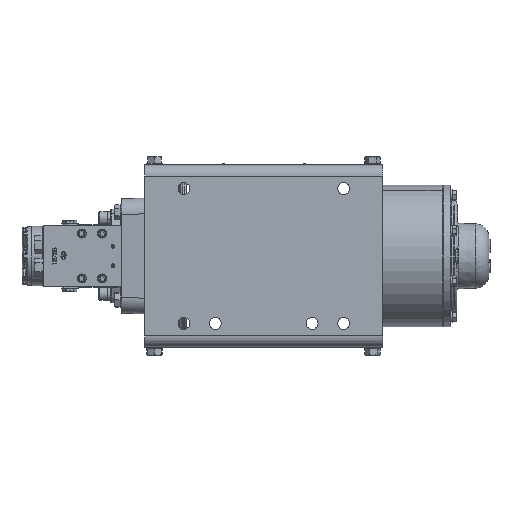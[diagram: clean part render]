
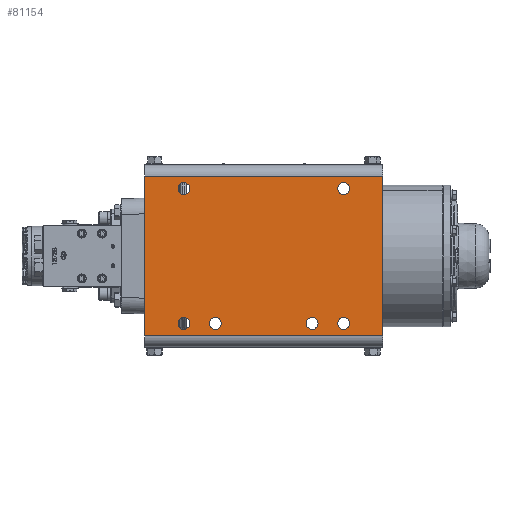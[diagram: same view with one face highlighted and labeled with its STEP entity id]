
A CAD part, front view. The second image highlights one B-rep face of the part: STEP entity #81154.
In plain terms, the highlighted planar face has unit normal (0, -1, 0).
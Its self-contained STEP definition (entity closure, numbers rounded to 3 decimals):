
#80070=DIRECTION('',(-1.,0.,0.));
#80071=VECTOR('',#80070,13.25);
#80072=CARTESIAN_POINT('',(12.688,-5.321,-4.438));
#80073=LINE('',#80072,#80071);
#80078=DIRECTION('',(0.,0.,-1.));
#80079=VECTOR('',#80078,8.875);
#80080=CARTESIAN_POINT('',(-0.562,-5.321,4.438));
#80081=LINE('',#80080,#80079);
#80082=CARTESIAN_POINT('',(8.75,-5.321,-3.75));
#80083=DIRECTION('',(0.,1.,0.));
#80084=DIRECTION('',(0.,0.,1.));
#80085=AXIS2_PLACEMENT_3D('',#80082,#80083,#80084);
#80087=CARTESIAN_POINT('',(8.75,-5.321,-3.75));
#80088=DIRECTION('',(0.,1.,0.));
#80089=DIRECTION('',(0.,0.,-1.));
#80090=AXIS2_PLACEMENT_3D('',#80087,#80088,#80089);
#80092=CARTESIAN_POINT('',(3.375,-5.321,-3.75));
#80093=DIRECTION('',(0.,1.,0.));
#80094=DIRECTION('',(0.,0.,1.));
#80095=AXIS2_PLACEMENT_3D('',#80092,#80093,#80094);
#80097=CARTESIAN_POINT('',(3.375,-5.321,-3.75));
#80098=DIRECTION('',(0.,1.,0.));
#80099=DIRECTION('',(0.,0.,-1.));
#80100=AXIS2_PLACEMENT_3D('',#80097,#80098,#80099);
#80102=CARTESIAN_POINT('',(10.5,-5.321,-3.75));
#80103=DIRECTION('',(0.,1.,0.));
#80104=DIRECTION('',(0.,0.,1.));
#80105=AXIS2_PLACEMENT_3D('',#80102,#80103,#80104);
#80107=CARTESIAN_POINT('',(10.5,-5.321,-3.75));
#80108=DIRECTION('',(0.,1.,0.));
#80109=DIRECTION('',(0.,0.,-1.));
#80110=AXIS2_PLACEMENT_3D('',#80107,#80108,#80109);
#80112=CARTESIAN_POINT('',(10.5,-5.321,3.75));
#80113=DIRECTION('',(0.,1.,0.));
#80114=DIRECTION('',(0.,0.,1.));
#80115=AXIS2_PLACEMENT_3D('',#80112,#80113,#80114);
#80117=CARTESIAN_POINT('',(10.5,-5.321,3.75));
#80118=DIRECTION('',(0.,1.,0.));
#80119=DIRECTION('',(0.,0.,-1.));
#80120=AXIS2_PLACEMENT_3D('',#80117,#80118,#80119);
#80122=CARTESIAN_POINT('',(1.625,-5.321,3.75));
#80123=DIRECTION('',(0.,1.,0.));
#80124=DIRECTION('',(0.,0.,1.));
#80125=AXIS2_PLACEMENT_3D('',#80122,#80123,#80124);
#80127=CARTESIAN_POINT('',(1.625,-5.321,3.75));
#80128=DIRECTION('',(0.,1.,0.));
#80129=DIRECTION('',(0.,0.,-1.));
#80130=AXIS2_PLACEMENT_3D('',#80127,#80128,#80129);
#80132=CARTESIAN_POINT('',(1.625,-5.321,-3.75));
#80133=DIRECTION('',(0.,1.,0.));
#80134=DIRECTION('',(0.,0.,1.));
#80135=AXIS2_PLACEMENT_3D('',#80132,#80133,#80134);
#80137=CARTESIAN_POINT('',(1.625,-5.321,-3.75));
#80138=DIRECTION('',(0.,1.,0.));
#80139=DIRECTION('',(0.,0.,-1.));
#80140=AXIS2_PLACEMENT_3D('',#80137,#80138,#80139);
#80146=DIRECTION('',(1.,0.,0.));
#80147=VECTOR('',#80146,13.25);
#80148=CARTESIAN_POINT('',(-0.562,-5.321,4.438));
#80149=LINE('',#80148,#80147);
#80636=DIRECTION('',(0.,0.,-1.));
#80637=VECTOR('',#80636,8.875);
#80638=CARTESIAN_POINT('',(12.688,-5.321,4.438));
#80639=LINE('',#80638,#80637);
#80847=CARTESIAN_POINT('',(12.688,-5.321,-4.438));
#80848=VERTEX_POINT('',#80847);
#80849=CARTESIAN_POINT('',(-0.562,-5.321,-4.438));
#80850=VERTEX_POINT('',#80849);
#80873=CARTESIAN_POINT('',(-0.562,-5.321,4.438));
#80874=VERTEX_POINT('',#80873);
#80875=CARTESIAN_POINT('',(12.688,-5.321,4.438));
#80876=VERTEX_POINT('',#80875);
#80909=CARTESIAN_POINT('',(8.75,-5.321,-4.078));
#80910=CARTESIAN_POINT('',(8.75,-5.321,-3.422));
#80911=VERTEX_POINT('',#80909);
#80912=VERTEX_POINT('',#80910);
#80921=CARTESIAN_POINT('',(3.375,-5.321,-3.422));
#80922=CARTESIAN_POINT('',(3.375,-5.321,-4.078));
#80923=VERTEX_POINT('',#80921);
#80924=VERTEX_POINT('',#80922);
#80933=CARTESIAN_POINT('',(10.5,-5.321,-3.422));
#80934=CARTESIAN_POINT('',(10.5,-5.321,-4.078));
#80935=VERTEX_POINT('',#80933);
#80936=VERTEX_POINT('',#80934);
#80945=CARTESIAN_POINT('',(10.5,-5.321,4.078));
#80946=CARTESIAN_POINT('',(10.5,-5.321,3.422));
#80947=VERTEX_POINT('',#80945);
#80948=VERTEX_POINT('',#80946);
#80957=CARTESIAN_POINT('',(1.625,-5.321,4.078));
#80958=CARTESIAN_POINT('',(1.625,-5.321,3.422));
#80959=VERTEX_POINT('',#80957);
#80960=VERTEX_POINT('',#80958);
#80961=CARTESIAN_POINT('',(1.625,-5.321,-3.422));
#80962=CARTESIAN_POINT('',(1.625,-5.321,-4.078));
#80963=VERTEX_POINT('',#80961);
#80964=VERTEX_POINT('',#80962);
#81104=CARTESIAN_POINT('',(-0.562,-5.321,-4.438));
#81105=DIRECTION('',(0.,1.,0.));
#81106=DIRECTION('',(0.,0.,-1.));
#81107=AXIS2_PLACEMENT_3D('',#81104,#81105,#81106);
#81108=PLANE('',#81107);
#81110=ORIENTED_EDGE('',*,*,#81109,.T.);
#81112=ORIENTED_EDGE('',*,*,#81111,.T.);
#81113=ORIENTED_EDGE('',*,*,#81087,.T.);
#81115=ORIENTED_EDGE('',*,*,#81114,.F.);
#81116=EDGE_LOOP('',(#81110,#81112,#81113,#81115));
#81117=FACE_OUTER_BOUND('',#81116,.F.);
#81119=ORIENTED_EDGE('',*,*,#81118,.F.);
#81121=ORIENTED_EDGE('',*,*,#81120,.F.);
#81122=EDGE_LOOP('',(#81119,#81121));
#81123=FACE_BOUND('',#81122,.F.);
#81125=ORIENTED_EDGE('',*,*,#81124,.F.);
#81127=ORIENTED_EDGE('',*,*,#81126,.F.);
#81128=EDGE_LOOP('',(#81125,#81127));
#81129=FACE_BOUND('',#81128,.F.);
#81131=ORIENTED_EDGE('',*,*,#81130,.F.);
#81133=ORIENTED_EDGE('',*,*,#81132,.F.);
#81134=EDGE_LOOP('',(#81131,#81133));
#81135=FACE_BOUND('',#81134,.F.);
#81137=ORIENTED_EDGE('',*,*,#81136,.F.);
#81139=ORIENTED_EDGE('',*,*,#81138,.F.);
#81140=EDGE_LOOP('',(#81137,#81139));
#81141=FACE_BOUND('',#81140,.F.);
#81143=ORIENTED_EDGE('',*,*,#81142,.F.);
#81145=ORIENTED_EDGE('',*,*,#81144,.F.);
#81146=EDGE_LOOP('',(#81143,#81145));
#81147=FACE_BOUND('',#81146,.F.);
#81149=ORIENTED_EDGE('',*,*,#81148,.F.);
#81151=ORIENTED_EDGE('',*,*,#81150,.F.);
#81152=EDGE_LOOP('',(#81149,#81151));
#81153=FACE_BOUND('',#81152,.F.);
#80086=CIRCLE('',#80085,0.328);
#80091=CIRCLE('',#80090,0.328);
#80096=CIRCLE('',#80095,0.328);
#80101=CIRCLE('',#80100,0.328);
#80106=CIRCLE('',#80105,0.328);
#80111=CIRCLE('',#80110,0.328);
#80116=CIRCLE('',#80115,0.328);
#80121=CIRCLE('',#80120,0.328);
#80126=CIRCLE('',#80125,0.328);
#80131=CIRCLE('',#80130,0.328);
#80136=CIRCLE('',#80135,0.328);
#80141=CIRCLE('',#80140,0.328);
#81087=EDGE_CURVE('',#80848,#80850,#80073,.T.);
#81109=EDGE_CURVE('',#80874,#80876,#80149,.T.);
#81111=EDGE_CURVE('',#80876,#80848,#80639,.T.);
#81114=EDGE_CURVE('',#80874,#80850,#80081,.T.);
#81118=EDGE_CURVE('',#80912,#80911,#80086,.T.);
#81120=EDGE_CURVE('',#80911,#80912,#80091,.T.);
#81124=EDGE_CURVE('',#80923,#80924,#80096,.T.);
#81126=EDGE_CURVE('',#80924,#80923,#80101,.T.);
#81130=EDGE_CURVE('',#80935,#80936,#80106,.T.);
#81132=EDGE_CURVE('',#80936,#80935,#80111,.T.);
#81136=EDGE_CURVE('',#80947,#80948,#80116,.T.);
#81138=EDGE_CURVE('',#80948,#80947,#80121,.T.);
#81142=EDGE_CURVE('',#80959,#80960,#80126,.T.);
#81144=EDGE_CURVE('',#80960,#80959,#80131,.T.);
#81148=EDGE_CURVE('',#80963,#80964,#80136,.T.);
#81150=EDGE_CURVE('',#80964,#80963,#80141,.T.);
#81154=ADVANCED_FACE('',(#81117,#81123,#81129,#81135,#81141,#81147,#81153),
#81108,.F.);
